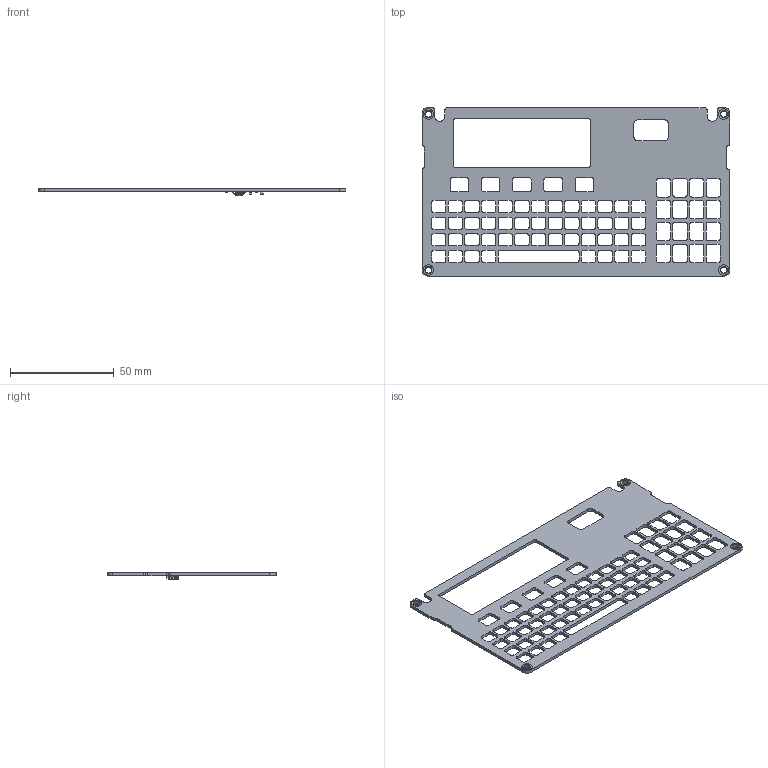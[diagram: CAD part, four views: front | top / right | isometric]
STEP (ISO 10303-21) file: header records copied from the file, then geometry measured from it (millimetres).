
FILE_DESCRIPTION(('KiCad electronic assembly'),'2;1');
FILE_NAME('front_pcb.step','2025-10-24T22:50:31',('Pcbnew'),('Kicad'), 'Open CASCADE STEP processor 7.9','KiCad to STEP converter','Unknown' );
FILE_SCHEMA(('AUTOMOTIVE_DESIGN { 1 0 10303 214 1 1 1 1 }'));
Length unit declared in the file: millimetre
Products named in the file (7): front_pcb 1; C_0805_2012Metric; LED_0805_2012Metric; R_0805_2012Metric; SOIC-8_3.9x4.9mm_P1.27mm; front_pcb_pad; front_pcb_PCB
Assembly tree (8 placements, depth 2):
  front_pcb 1
    C_0805_2012Metric  x2
    LED_0805_2012Metric
    R_0805_2012Metric  x2
    SOIC-8_3.9x4.9mm_P1.27mm
    front_pcb_pad
    front_pcb_PCB
Bounding box: 148 x 81 x 3.38 mm (x, y, z)
Volume: 10327.1 mm3; surface area: 18077.9 mm2
Topology: 51 solids, 51 shells, 1209 faces, 3248 edges, 2147 vertices
Faces by surface type: plane 685, cylinder 508, bspline 16
Full cylindrical faces by diameter (mm): 1 x2, 2.95 x20, 3 x8, 3.4 x8, 5 x8
Entity records: 39065 total; most frequent: CARTESIAN_POINT 6399, DIRECTION 6357, ORIENTED_EDGE 6215, EDGE_CURVE 3108, AXIS2_PLACEMENT_3D 2125, LINE 2107, VECTOR 2107, VERTEX_POINT 2055
